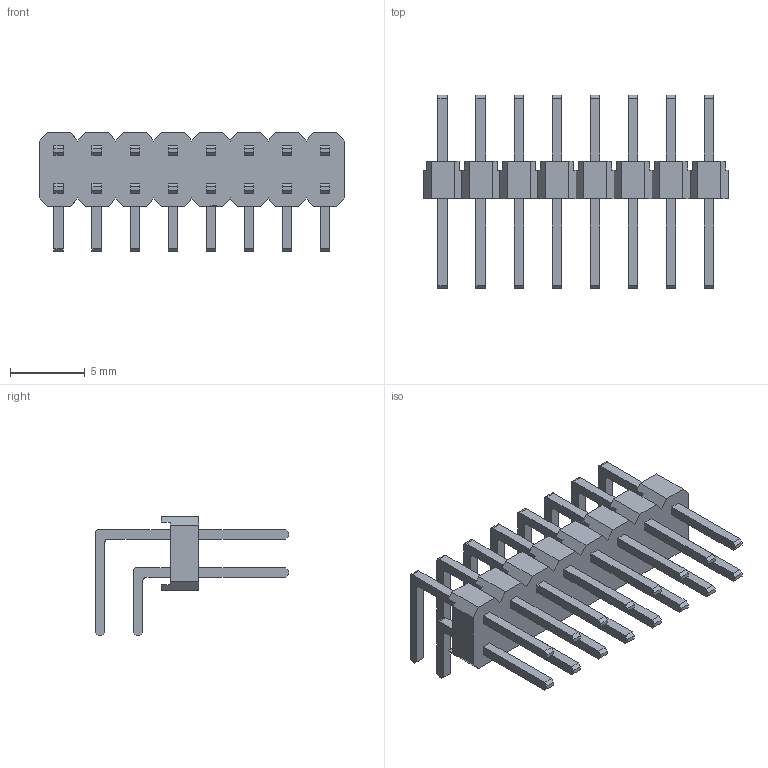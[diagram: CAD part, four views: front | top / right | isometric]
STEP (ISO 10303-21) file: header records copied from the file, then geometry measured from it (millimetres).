
FILE_DESCRIPTION (( 'STEP AP214' ), '1' );
FILE_NAME ('HDR-TH_16P-P2.54-M-WI-2X8P.step', '2022-07-02T11:40:58', ( '' ), ( '' ), 'SwSTEP 2.0', 'SolidWorks 2020', '' );
FILE_SCHEMA (( 'AUTOMOTIVE_DESIGN' ));
Length unit declared in the file: millimetre
Products named in the file (1): HDR-TH_16P-P2.54-M-WI-2X8P
Bounding box: 20.33 x 12.9 x 8 mm (x, y, z)
Volume: 288 mm3; surface area: 951 mm2
Topology: 1 solids, 1 shells, 656 faces, 1788 edges, 1192 vertices
Faces by surface type: plane 510, bspline 114, cylinder 32
Entity records: 25270 total; most frequent: CARTESIAN_POINT 5999, ORIENTED_EDGE 3576, DIRECTION 2706, EDGE_CURVE 1788, LINE 1492, VECTOR 1492, VERTEX_POINT 1192, EDGE_LOOP 714
